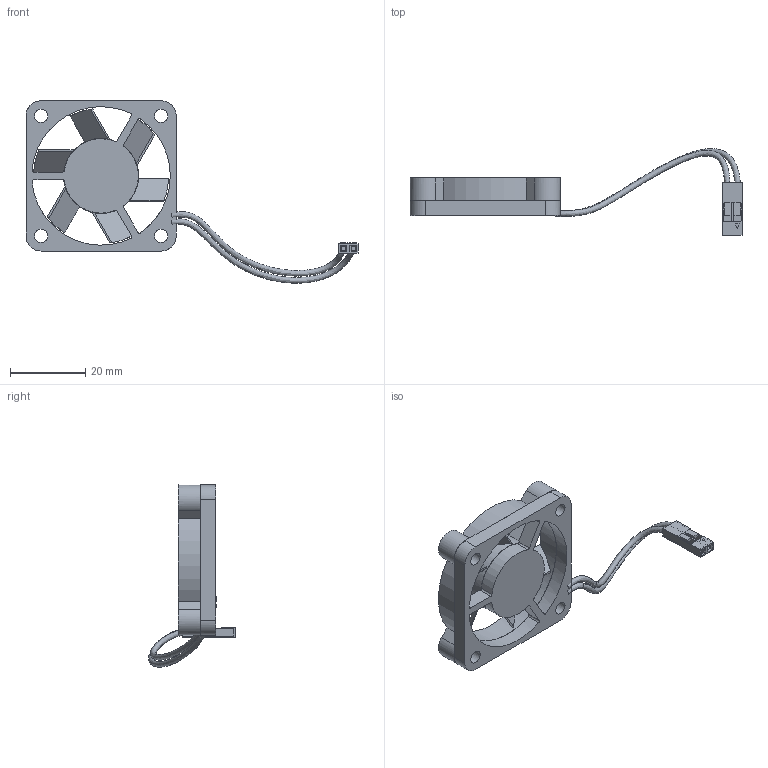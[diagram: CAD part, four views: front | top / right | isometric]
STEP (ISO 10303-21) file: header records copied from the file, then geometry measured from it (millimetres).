
FILE_DESCRIPTION(/* description */ (''),/* implementation_level */ '2;1');
FILE_NAME(/* name */ 'Fan_40x40x10-for_motor_v1.step',/* time_stamp */ '2022-03-24T13:04:02+04:00',/* author */ (''),/* organization */ (''),/* preprocessor_version */ 'ST-DEVELOPER v18.1',/* originating_system */ 'Autodesk Translation Framework v10.13.0.1454',/* authorisation */ '');
FILE_SCHEMA (('AUTOMOTIVE_DESIGN { 1 0 10303 214 3 1 1 }'));
Length unit declared in the file: millimetre
Products named in the file (5): Fan 40x40x10 - for motor; Electro Wiring; Fan 40x40x10 v4; Component20; Component21
Assembly tree (4 placements, depth 3):
  Fan 40x40x10 - for motor
    Electro Wiring
    Fan 40x40x10 v4
      Component20
      Component21
Bounding box: 88.5 x 23.13 x 48.59 mm (x, y, z)
Volume: 7662.5 mm3; surface area: 8191.6 mm2
Topology: 5 solids, 5 shells, 154 faces, 392 edges, 249 vertices
Faces by surface type: plane 108, cylinder 43, bspline 2, torus 1
Full cylindrical faces by diameter (mm): 3.5 x4, 20 x1, 37 x1
Entity records: 5352 total; most frequent: CARTESIAN_POINT 1262, DIRECTION 846, ORIENTED_EDGE 784, EDGE_CURVE 392, AXIS2_PLACEMENT_3D 295, LINE 256, VECTOR 256, VERTEX_POINT 249
